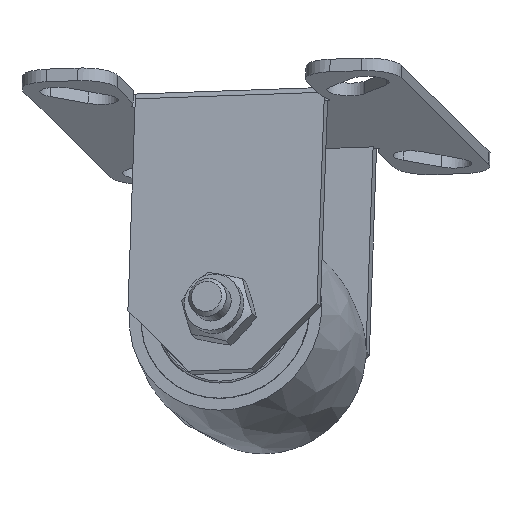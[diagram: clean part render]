
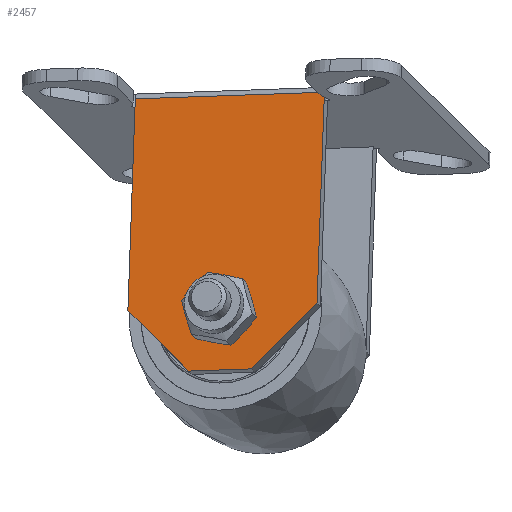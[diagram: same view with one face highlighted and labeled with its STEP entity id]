
A CAD part, left-side view. The second image highlights one B-rep face of the part: STEP entity #2457.
In plain terms, the highlighted face is planar.
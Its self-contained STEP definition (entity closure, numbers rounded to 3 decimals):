
#120=LINE('',#4617,#268);
#159=LINE('',#4709,#307);
#162=LINE('',#4715,#310);
#167=LINE('',#4724,#315);
#169=LINE('',#4729,#317);
#171=LINE('',#4732,#319);
#268=VECTOR('',#3250,30.);
#307=VECTOR('',#3381,33.5);
#310=VECTOR('',#3386,14.142);
#315=VECTOR('',#3393,33.5);
#317=VECTOR('',#3397,10.);
#319=VECTOR('',#3401,14.142);
#519=PLANE('',#2734);
#593=FACE_BOUND('',#926,.T.);
#724=FACE_OUTER_BOUND('',#925,.T.);
#925=EDGE_LOOP('',(#2226,#2227,#2228,#2229,#2230,#2231));
#926=EDGE_LOOP('',(#2232));
#1054=CIRCLE('',#2726,3.1);
#1267=VERTEX_POINT('',#4613);
#1268=VERTEX_POINT('',#4615);
#1272=VERTEX_POINT('',#4700);
#1275=VERTEX_POINT('',#4708);
#1277=VERTEX_POINT('',#4714);
#1280=VERTEX_POINT('',#4722);
#1282=VERTEX_POINT('',#4728);
#1549=EDGE_CURVE('',#1268,#1267,#120,.T.);
#1591=EDGE_CURVE('',#1272,#1272,#1054,.F.);
#1594=EDGE_CURVE('',#1275,#1267,#159,.T.);
#1597=EDGE_CURVE('',#1275,#1277,#162,.T.);
#1602=EDGE_CURVE('',#1280,#1268,#167,.T.);
#1604=EDGE_CURVE('',#1277,#1282,#169,.F.);
#1606=EDGE_CURVE('',#1282,#1280,#171,.F.);
#2226=ORIENTED_EDGE('',*,*,#1602,.F.);
#2227=ORIENTED_EDGE('',*,*,#1606,.F.);
#2228=ORIENTED_EDGE('',*,*,#1604,.F.);
#2229=ORIENTED_EDGE('',*,*,#1597,.F.);
#2230=ORIENTED_EDGE('',*,*,#1594,.T.);
#2231=ORIENTED_EDGE('',*,*,#1549,.F.);
#2232=ORIENTED_EDGE('',*,*,#1591,.F.);
#2457=ADVANCED_FACE('',(#724,#593),#519,.T.);
#2726=AXIS2_PLACEMENT_3D('',#4701,#3371,#3372);
#2734=AXIS2_PLACEMENT_3D('',#4731,#3399,#3400);
#3250=DIRECTION('',(0.,-1.,0.));
#3371=DIRECTION('center_axis',(1.,0.,0.));
#3372=DIRECTION('ref_axis',(0.,-1.,0.));
#3381=DIRECTION('',(0.,0.,1.));
#3386=DIRECTION('',(0.,0.707,-0.707));
#3393=DIRECTION('',(0.,0.,1.));
#3397=DIRECTION('',(0.,-1.,0.));
#3399=DIRECTION('center_axis',(-1.,0.,0.));
#3400=DIRECTION('ref_axis',(0.,-1.,0.));
#3401=DIRECTION('',(0.,-0.707,-0.707));
#4613=CARTESIAN_POINT('',(-15.56,-15.,1.));
#4615=CARTESIAN_POINT('',(-15.56,15.,1.));
#4617=CARTESIAN_POINT('',(-15.56,0.,1.));
#4700=CARTESIAN_POINT('',(-15.56,-3.1,-33.3));
#4701=CARTESIAN_POINT('Origin',(-15.56,0.,-33.3));
#4708=CARTESIAN_POINT('',(-15.56,-15.,-32.5));
#4709=CARTESIAN_POINT('',(-15.56,-15.,-15.75));
#4714=CARTESIAN_POINT('',(-15.56,-5.,-42.5));
#4715=CARTESIAN_POINT('',(-15.56,-10.,-37.5));
#4722=CARTESIAN_POINT('',(-15.56,15.,-32.5));
#4724=CARTESIAN_POINT('',(-15.56,15.,-15.75));
#4728=CARTESIAN_POINT('',(-15.56,5.,-42.5));
#4729=CARTESIAN_POINT('',(-15.56,0.,-42.5));
#4731=CARTESIAN_POINT('Origin',(-15.56,15.,0.));
#4732=CARTESIAN_POINT('',(-15.56,10.,-37.5));
